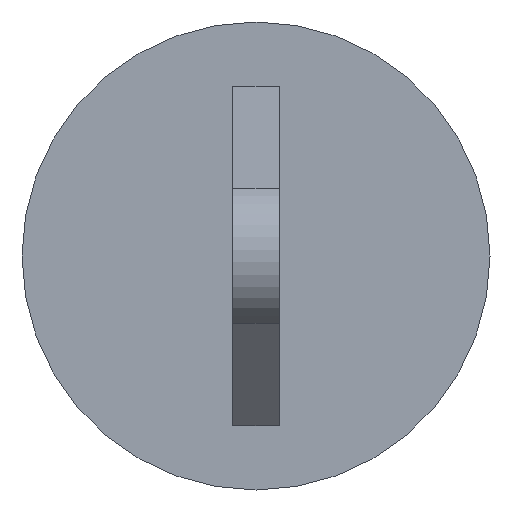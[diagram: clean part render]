
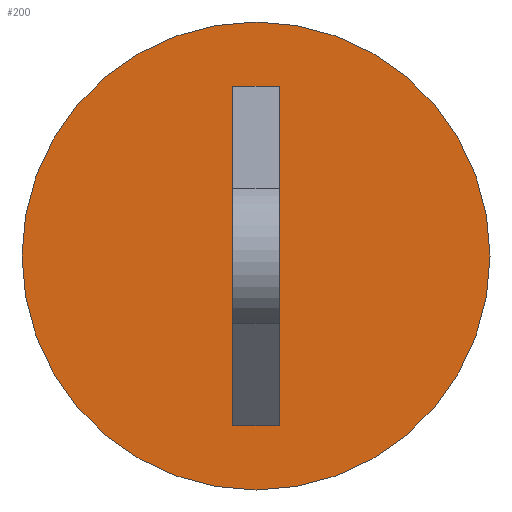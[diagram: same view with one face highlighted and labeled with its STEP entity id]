
A CAD part, front view. The second image highlights one B-rep face of the part: STEP entity #200.
In plain terms, the highlighted planar face has unit normal (0, -1, 0).
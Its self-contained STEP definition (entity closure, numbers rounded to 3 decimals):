
#200=ADVANCED_FACE('',(#507,#509),#511,.F.);
#507=FACE_BOUND('',#508,.T.);
#508=EDGE_LOOP('',(#793));
#509=FACE_BOUND('',#510,.T.);
#510=EDGE_LOOP('',(#794,#795,#796,#797));
#511=PLANE('',#512);
#512=AXIS2_PLACEMENT_3D('',#513,#514,#515);
#513=CARTESIAN_POINT('',(0.,0.,0.));
#514=DIRECTION('',(-0.,1.,0.));
#515=DIRECTION('',(1.,0.,0.));
#793=ORIENTED_EDGE('',*,*,#940,.F.);
#794=ORIENTED_EDGE('',*,*,#941,.F.);
#795=ORIENTED_EDGE('',*,*,#935,.F.);
#796=ORIENTED_EDGE('',*,*,#942,.F.);
#797=ORIENTED_EDGE('',*,*,#930,.F.);
#930=EDGE_CURVE('',#991,#992,#993,.F.);
#935=EDGE_CURVE('',#1001,#1002,#1003,.T.);
#940=EDGE_CURVE('',#1011,#1011,#1012,.T.);
#941=EDGE_CURVE('',#1002,#991,#1013,.F.);
#942=EDGE_CURVE('',#992,#1001,#1014,.F.);
#991=VERTEX_POINT('',#1092);
#992=VERTEX_POINT('',#1093);
#993=LINE('',#1094,#1095);
#1001=VERTEX_POINT('',#1114);
#1002=VERTEX_POINT('',#1115);
#1003=LINE('',#1116,#1117);
#1011=VERTEX_POINT('',#1136);
#1012=CIRCLE('',#1137,50.);
#1013=LINE('',#1141,#1142);
#1014=LINE('',#1144,#1145);
#1092=CARTESIAN_POINT('',(-5.,0.,36.289));
#1093=CARTESIAN_POINT('',(-5.,0.,-36.289));
#1094=CARTESIAN_POINT('',(-5.,0.,-36.289));
#1095=VECTOR('',#1096,1.);
#1096=DIRECTION('',(0.,0.,1.));
#1114=CARTESIAN_POINT('',(5.,0.,-36.289));
#1115=CARTESIAN_POINT('',(5.,0.,36.289));
#1116=CARTESIAN_POINT('',(5.,0.,-36.289));
#1117=VECTOR('',#1118,1.);
#1118=DIRECTION('',(0.,0.,1.));
#1136=CARTESIAN_POINT('',(50.,0.,0.));
#1137=AXIS2_PLACEMENT_3D('',#1138,#1139,#1140);
#1138=CARTESIAN_POINT('',(0.,0.,0.));
#1139=DIRECTION('',(-0.,1.,0.));
#1140=DIRECTION('',(1.,0.,0.));
#1141=CARTESIAN_POINT('',(-5.,0.,36.289));
#1142=VECTOR('',#1143,1.);
#1143=DIRECTION('',(1.,0.,0.));
#1144=CARTESIAN_POINT('',(5.,0.,-36.289));
#1145=VECTOR('',#1146,1.);
#1146=DIRECTION('',(-1.,0.,0.));
